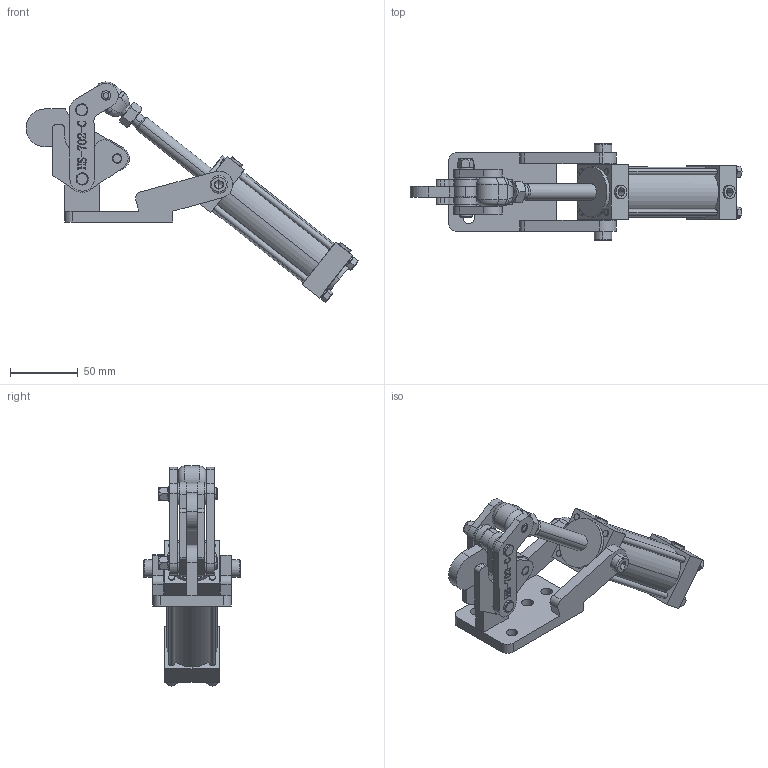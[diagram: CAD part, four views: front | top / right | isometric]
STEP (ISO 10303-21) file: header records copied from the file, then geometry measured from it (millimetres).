
FILE_DESCRIPTION (( 'STEP AP203' ), '1' );
FILE_NAME ('HS-702-CA .STEP', '2019-09-04T11:59:53', ( '微软用户' ), ( '微软中国' ), 'SwSTEP 2.0', 'SolidWorks 2012', '' );
FILE_SCHEMA (( 'CONFIG_CONTROL_DESIGN' ));
Length unit declared in the file: millimetre
Products named in the file (23): HS-702-CA ; hexagon socket head cap screws gb_GB_FASTENER_SCREWS_HSHCS M8X16-N; 階杶; prevailing torque hex nuts2 class 9 gb_GB_HEXAGON_LOCK_TYPE5 M6-N; curved single coil spring lock washers gb_GB_FASTENER_WASHER_CSLW 6; hex nuts, style 1-grades ab gb_GB_FASTENER_NUT_SNAB1 M5-N; curved single coil spring lock washers gb_GB_FASTENER_WASHER_CSLW 5; hex nuts, style 1-grades ab gb_GB_FASTENER_NUT_SNAB1 M10-N; 眻种; 苤怢論杶; 騵艦杶; 路杶; 菜え; 种2; 忒梟; 釱; 蚐詰; 揤參; 忒參; 蟀裝; 菁釱; 盓殤
Assembly tree (40 placements, depth 2):
  HS-702-CA 
    盓殤
    菁釱  x2
    蟀裝  x2
    忒參
    忒梟
    揤參
    蚐詰
    釱
    忒梟
    种2  x2
    菜え  x4
    路杶
    騵艦杶  x2
    苤怢論杶
    眻种  x2
    hex nuts, style 1-grades ab gb_GB_FASTENER_NUT_SNAB1 M10-N
    curved single coil spring lock washers gb_GB_FASTENER_WASHER_CSLW 5  x4
    hex nuts, style 1-grades ab gb_GB_FASTENER_NUT_SNAB1 M5-N  x4
    curved single coil spring lock washers gb_GB_FASTENER_WASHER_CSLW 6  x2
    prevailing torque hex nuts2 class 9 gb_GB_HEXAGON_LOCK_TYPE5 M6-N  x2
    階杶  x2
    hexagon socket head cap screws gb_GB_FASTENER_SCREWS_HSHCS M8X16-N  x2
Bounding box: 245.07 x 71.6 x 162.45 mm (x, y, z)
Volume: 302582.8 mm3; surface area: 97608.2 mm2
Topology: 41 solids, 41 shells, 989 faces, 2395 edges, 1538 vertices
Faces by surface type: plane 435, cylinder 282, bspline 128, cone 126, torus 18
Entity records: 32188 total; most frequent: CARTESIAN_POINT 11776, ORIENTED_EDGE 3716, DIRECTION 3361, EDGE_CURVE 1858, VERTEX_POINT 1204, AXIS2_PLACEMENT_3D 1147, VECTOR 1067, LINE 1067
